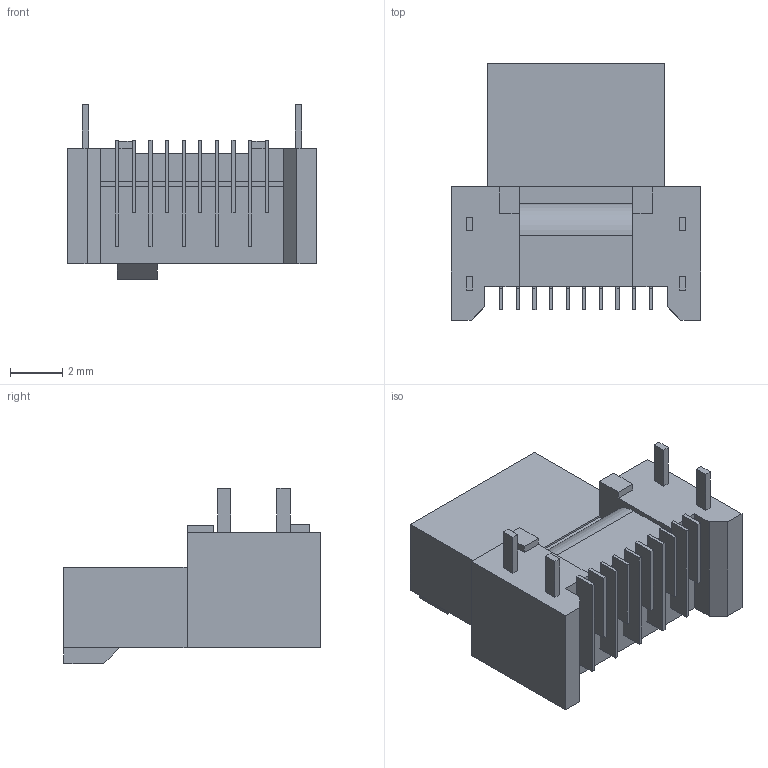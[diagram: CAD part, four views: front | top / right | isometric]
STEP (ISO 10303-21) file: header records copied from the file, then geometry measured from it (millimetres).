
FILE_DESCRIPTION( ( 'STEP AP203' ), '1' );
FILE_NAME( 'SFM-105-02-L-DH-TR.stp', '2021-10-26T16:30:48', ( 'License CC BY-ND 4.0' ), ( 'CADENAS' ), ' ', 'PARTsolutions', ' ' );
FILE_SCHEMA( ( 'CONFIG_CONTROL_DESIGN' ) );
Length unit declared in the file: inch
Products named in the file (3): SFM-105-02-L-DH-TR; _SFM-105-02-L-DH_terminal; _C-05-02-DH_pins
Assembly tree (2 placements, depth 2):
  SFM-105-02-L-DH-TR
    _SFM-105-02-L-DH_terminal
    _C-05-02-DH_pins
Bounding box: 9.53 x 9.78 x 6.68 mm (x, y, z)
Volume: 256 mm3; surface area: 634.6 mm2
Topology: 2 solids, 2 shells, 174 faces, 466 edges, 310 vertices
Faces by surface type: plane 173, cylinder 1
Entity records: 5424 total; most frequent: CARTESIAN_POINT 953, ORIENTED_EDGE 932, DIRECTION 822, EDGE_CURVE 466, LINE 464, VECTOR 464, VERTEX_POINT 310, EDGE_LOOP 188
